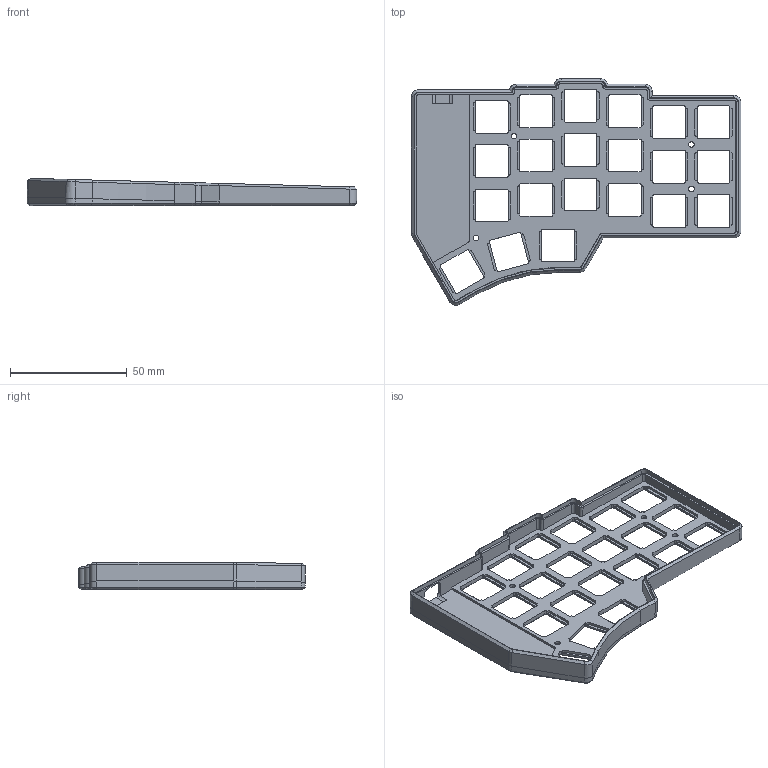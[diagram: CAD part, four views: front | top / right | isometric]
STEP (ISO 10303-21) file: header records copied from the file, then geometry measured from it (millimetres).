
FILE_DESCRIPTION(/* description */ (''),/* implementation_level */ '2;1');
FILE_NAME(/* name */ 'top.step',/* time_stamp */ '2023-11-13T01:10:52+03:00',/* author */ (''),/* organization */ (''),/* preprocessor_version */ 'ST-DEVELOPER v20',/* originating_system */ 'Autodesk Translation Framework v12.14.0.127',/* authorisation */ '');
FILE_SCHEMA (('AUTOMOTIVE_DESIGN { 1 0 10303 214 3 1 1 }'));
Length unit declared in the file: millimetre
Products named in the file (1): (Unsaved)
Bounding box: 141.18 x 96.93 x 11.66 mm (x, y, z)
Volume: 17002.8 mm3; surface area: 22134.3 mm2
Topology: 1 solids, 1 shells, 800 faces, 2141 edges, 1342 vertices
Faces by surface type: plane 428, cylinder 227, cone 109, bspline 21, torus 15
Full cylindrical faces by diameter (mm): 2.4 x4
Entity records: 25506 total; most frequent: CARTESIAN_POINT 5153, ORIENTED_EDGE 4280, DIRECTION 4239, EDGE_CURVE 2140, LINE 1505, VECTOR 1505, AXIS2_PLACEMENT_3D 1367, VERTEX_POINT 1342
